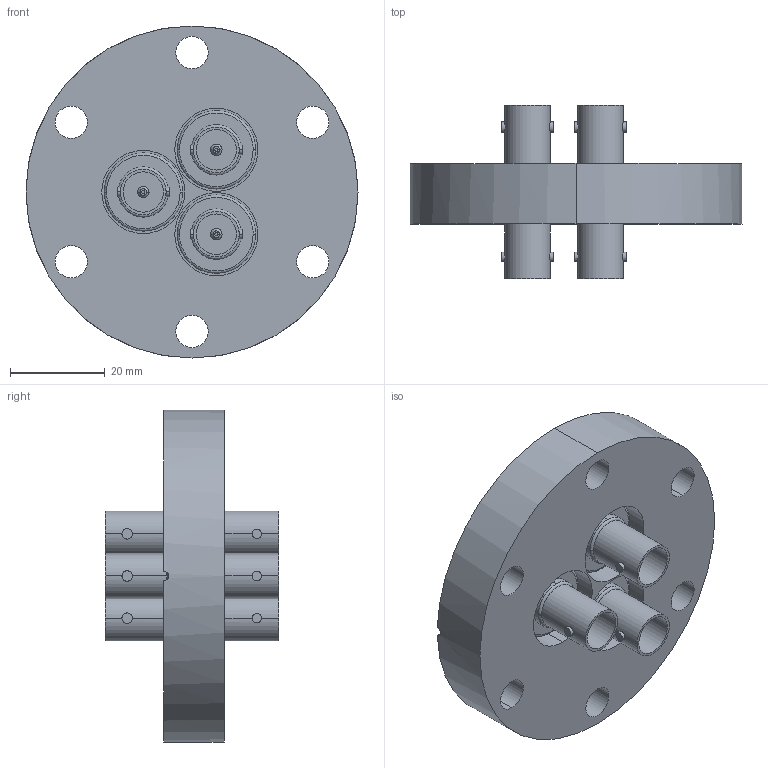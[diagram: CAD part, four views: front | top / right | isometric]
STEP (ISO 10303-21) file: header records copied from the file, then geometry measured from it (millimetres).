
FILE_DESCRIPTION (( 'STEP AP214' ), '1' );
FILE_NAME ('242-BNCD50-C40-3.step', '2025-02-18T20:45:03', ( '' ), ( '' ), 'SwSTEP 2.0', 'SolidWorks 2022', '' );
FILE_SCHEMA (( 'AUTOMOTIVE_DESIGN' ));
Length unit declared in the file: millimetre
Products named in the file (3): 242-BNCD50-I; 242-BNCD50-C40-3; 9411-C40-16.5-3_9411-C40-16.5-2
Assembly tree (4 placements, depth 2):
  242-BNCD50-C40-3
    9411-C40-16.5-3_9411-C40-16.5-2
    242-BNCD50-I  x3
Bounding box: 69.9 x 36.5 x 69.9 mm (x, y, z)
Volume: 39524 mm3; surface area: 22850.1 mm2
Topology: 4 solids, 7 shells, 218 faces, 476 edges, 302 vertices
Faces by surface type: cylinder 132, plane 58, cone 16, bspline 12
Entity records: 3829 total; most frequent: CARTESIAN_POINT 745, DIRECTION 556, ORIENTED_EDGE 456, AXIS2_PLACEMENT_3D 239, EDGE_CURVE 228, VERTEX_POINT 146, CIRCLE 136, EDGE_LOOP 132
